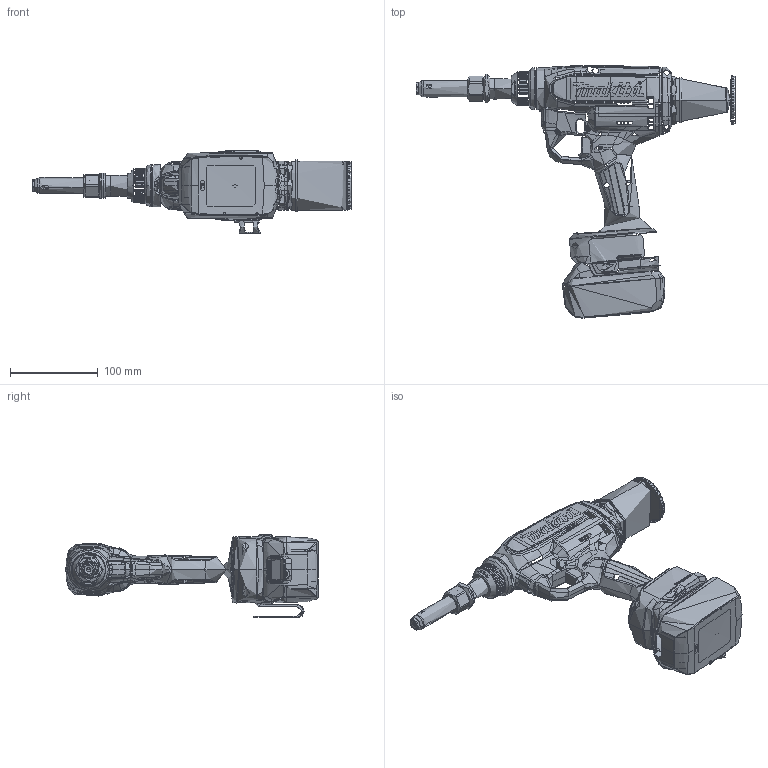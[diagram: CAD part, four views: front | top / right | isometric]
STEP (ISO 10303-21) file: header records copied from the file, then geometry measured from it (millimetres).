
FILE_DESCRIPTION (( 'STEP AP203' ), '1' );
FILE_NAME ('BV4500-118 with 99-3305.STEP', '2019-01-28T16:19:00', ( '' ), ( '' ), 'SwSTEP 2.0', 'SolidWorks 2016', '' );
FILE_SCHEMA (( 'CONFIG_CONTROL_DESIGN' ));
Products named in the file (5): BV4500-118 with 99-3305; 116907; 116910_CLR; BV4500-118; 99_3305_CLR_stp
Assembly tree (4 placements, depth 3):
  BV4500-118 with 99-3305
    BV4500-118
    99_3305_CLR_stp
      116907
      116910_CLR
Bounding box: 363.5 x 286.9 x 94.2 mm (x, y, z)
Volume: 17052.7 mm3
Topology: 2 solids, 102 shells, 1594 faces, 6241 edges, 4568 vertices
Faces by surface type: bspline 1094, cylinder 247, cone 128, plane 125
Entity records: 233042 total; most frequent: CARTESIAN_POINT 195240, ORIENTED_EDGE 8951, EDGE_CURVE 6194, VERTEX_POINT 4568, B_SPLINE_CURVE_WITH_KNOTS 4267, DIRECTION 3469, EDGE_LOOP 1657, ADVANCED_FACE 1592
